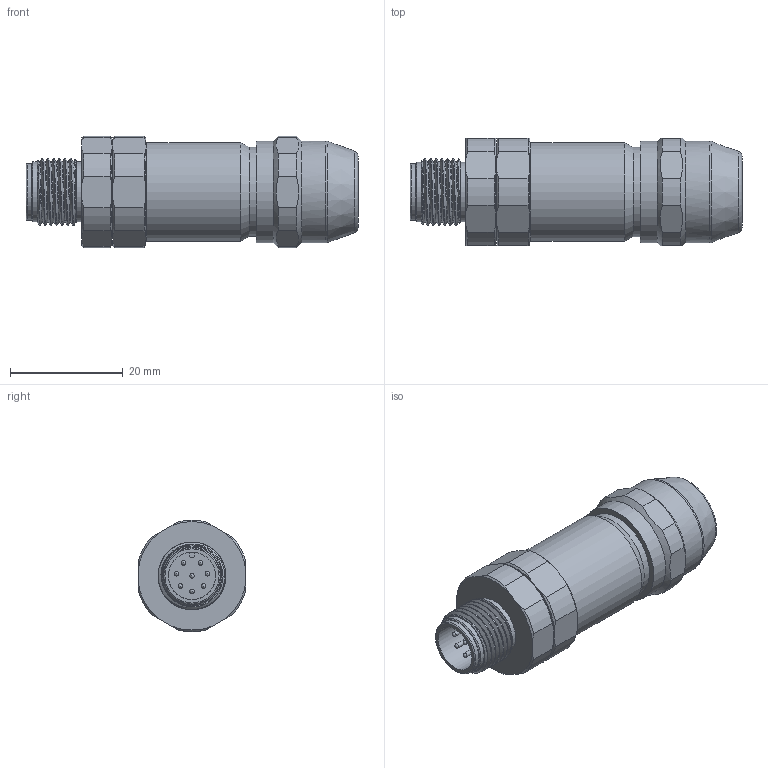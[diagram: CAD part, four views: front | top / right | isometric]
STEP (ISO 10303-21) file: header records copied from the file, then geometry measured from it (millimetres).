
FILE_DESCRIPTION(/* description */ (''),/* implementation_level */ '2;1');
FILE_NAME(/* name */ 'EZ8219-0-9.stp',/* time_stamp */ '2023-02-10T14:14:14+08:00',/* author */ (''),/* organization */ (''),/* preprocessor_version */ 'ST-DEVELOPER v16',/* originating_system */ 'SIEMENS PLM Software NX 10.0',/* authorisation */ '');
FILE_SCHEMA (('AP203_CONFIGURATION_CONTROLLED_3D_DESIGN_OF_MECHANICAL_PARTS_AND_ASSEMBLIES_MIM_LF { 1 0 10303 403 2 1 2}'));
Length unit declared in the file: millimetre
Products named in the file (1): dell531C8733ubgs
Bounding box: 58.8 x 19 x 19.77 mm (x, y, z)
Volume: 12795.5 mm3; surface area: 4580.5 mm2
Topology: 1 solids, 1 shells, 123 faces, 321 edges, 211 vertices
Faces by surface type: cylinder 41, plane 36, cone 31, sphere 8, torus 4, bspline 3
Full cylindrical faces by diameter (mm): 0.8 x8, 1.5 x1, 8.4 x1, 8.8 x1, 10 x1, 10.6 x2, 15.8 x1, 16.5 x2, 17.5 x1, 18 x2
Entity records: 4682 total; most frequent: CARTESIAN_POINT 1921, DIRECTION 543, ORIENTED_EDGE 518, EDGE_CURVE 259, AXIS2_PLACEMENT_3D 236, VERTEX_POINT 188, EDGE_LOOP 173, ADVANCED_FACE 123
